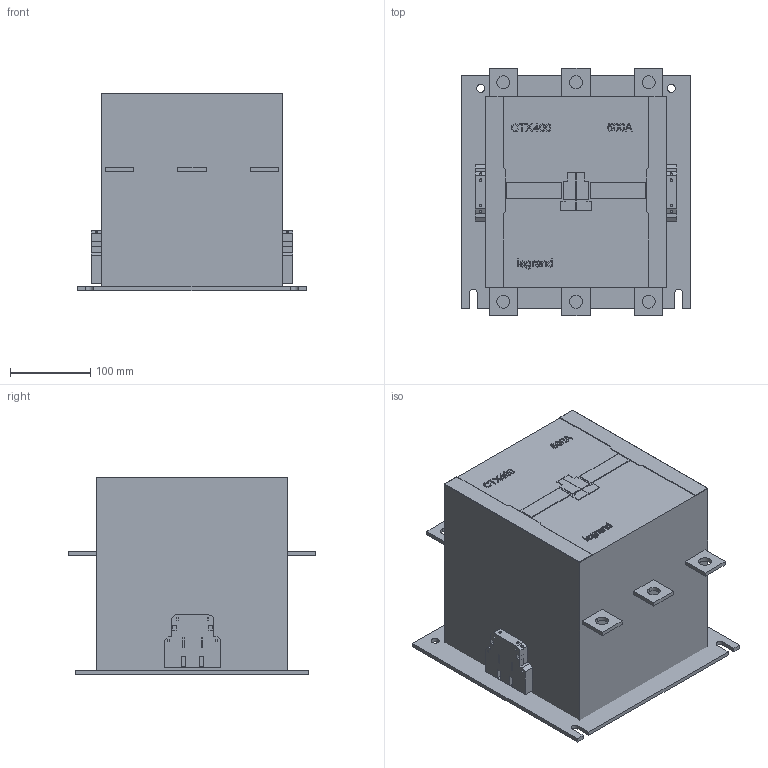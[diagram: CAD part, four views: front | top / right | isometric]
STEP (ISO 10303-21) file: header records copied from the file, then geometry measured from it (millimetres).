
FILE_DESCRIPTION(/* description */ (''),/* implementation_level */ '2;1');
FILE_NAME(/* name */ '416346 .step',/* time_stamp */ '2018-06-19T23:13:53+03:00',/* author */ (''),/* organization */ (''),/* preprocessor_version */ 'ST-DEVELOPER v17',/* originating_system */ 'Autodesk Translation Framework v7.1.0.215',/* authorisation */ '');
FILE_SCHEMA (('AUTOMOTIVE_DESIGN { 1 0 10303 214 3 1 1 }'));
Length unit declared in the file: millimetre
Products named in the file (1): 416346
Bounding box: 285 x 308.18 x 246 mm (x, y, z)
Volume: 13650583.9 mm3; surface area: 578353.7 mm2
Topology: 34 solids, 34 shells, 628 faces, 1623 edges, 1082 vertices
Faces by surface type: plane 586, cylinder 42
Entity records: 18939 total; most frequent: CARTESIAN_POINT 3334, ORIENTED_EDGE 3246, DIRECTION 2965, EDGE_CURVE 1623, LINE 1539, VECTOR 1539, VERTEX_POINT 1082, AXIS2_PLACEMENT_3D 713
